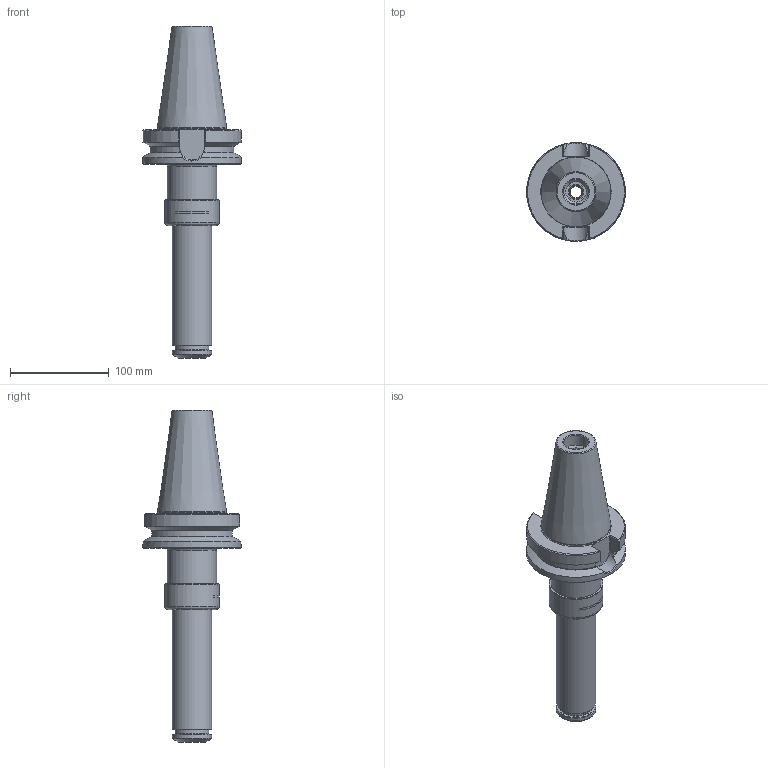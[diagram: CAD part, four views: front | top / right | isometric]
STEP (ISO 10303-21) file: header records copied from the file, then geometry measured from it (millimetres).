
FILE_DESCRIPTION(/* description */ (''),/* implementation_level */ '2;1');
FILE_NAME(/* name */ '885176070.stp',/* time_stamp */ '2023-03-15T12:12:45',/* author */ ('Ratnasingam Jekanthan'),/* organization */ ('REGO-FIX'),/* preprocessor_version */ ' Unknown',/* originating_system */ 'SIEMENS PLM Software Solid Edge ST10',/* authorization */ 'Unknown');
FILE_SCHEMA (('AUTOMOTIVE_DESIGN { 1 0 10303 214 2 1 1}'));
Length unit declared in the file: millimetre
Products named in the file (1): NOCUT
Bounding box: 100 x 100 x 335.8 mm (x, y, z)
Volume: 685671.8 mm3; surface area: 102139.7 mm2
Topology: 1 solids, 3 shells, 137 faces, 311 edges, 191 vertices
Faces by surface type: plane 44, cylinder 33, cone 32, torus 26, bspline 2
Full cylindrical faces by diameter (mm): 12 x1, 14 x1, 20.752 x2, 25 x2, 30.5 x1, 31.6 x1, 33 x1, 34 x1, 40 x2, 40.2 x1, 42 x1, 45 x1, 48.376 x2, 50 x1, 50.05 x1, 51.3 x1, 54.8 x1, 100 x1
Entity records: 4499 total; most frequent: CARTESIAN_POINT 795, DIRECTION 584, ORIENTED_EDGE 454, AXIS2_PLACEMENT_3D 260, EDGE_CURVE 227, EDGE_LOOP 222, FACE_BOUND 222, VERTEX_POINT 175
